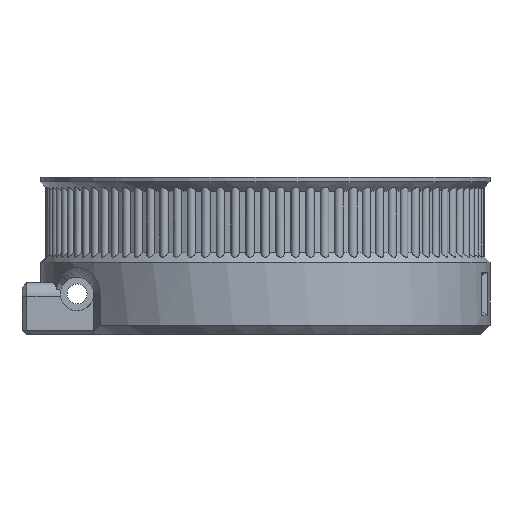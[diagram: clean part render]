
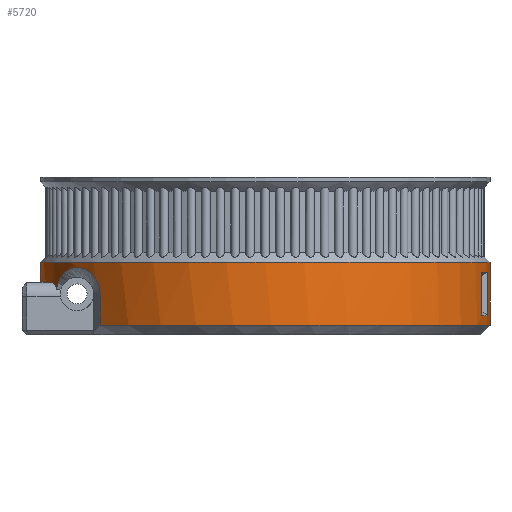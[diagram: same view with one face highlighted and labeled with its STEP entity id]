
A CAD part, front view. The second image highlights one B-rep face of the part: STEP entity #5720.
In plain terms, the highlighted cylindrical face has radius 47 mm (diameter 94 mm), a partial arc.
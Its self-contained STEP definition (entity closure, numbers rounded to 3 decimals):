
#152=FACE_BOUND('',#598,.T.);
#279=FACE_OUTER_BOUND('',#597,.T.);
#597=EDGE_LOOP('',(#4031,#4032,#4033,#4034,#4035,#4036,#4037,#4038,#4039));
#598=EDGE_LOOP('',(#4040,#4041,#4042,#4043));
#1040=B_SPLINE_CURVE_WITH_KNOTS('',3,(#12258,#12259,#12260,#12261,#12262,
#12263,#12264,#12265),.UNSPECIFIED.,.F.,.F.,(4,2,2,4),(-0.467,
-0.346,-0.226,-0.147),.UNSPECIFIED.);
#1041=B_SPLINE_CURVE_WITH_KNOTS('',3,(#12267,#12268,#12269,#12270,#12271,
#12272,#12273,#12274,#12275,#12276,#12277,#12278,#12279,#12280,#12281,#12282,
#12283,#12284,#12285,#12286),.UNSPECIFIED.,.F.,.F.,(4,2,2,2,2,2,2,2,2,4),
(0.18,0.338,0.504,0.687,
0.939,1.283,1.799,2.111,2.277,
2.335),.UNSPECIFIED.);
#1042=B_SPLINE_CURVE_WITH_KNOTS('',3,(#12288,#12289,#12290,#12291),
 .UNSPECIFIED.,.F.,.F.,(4,4),(-1.451,-1.387),
 .UNSPECIFIED.);
#1159=CIRCLE('',#6072,47.);
#1160=CIRCLE('',#6073,47.);
#1161=CIRCLE('',#6074,47.);
#1162=CIRCLE('',#6075,47.);
#1163=CIRCLE('',#6076,47.);
#1492=LINE('',#12254,#1871);
#1493=LINE('',#12293,#1872);
#1494=LINE('',#12296,#1873);
#1495=LINE('',#12301,#1874);
#1496=LINE('',#12304,#1875);
#1871=VECTOR('',#6863,10.);
#1872=VECTOR('',#6866,10.);
#1873=VECTOR('',#6869,10.);
#1874=VECTOR('',#6872,10.);
#1875=VECTOR('',#6875,10.);
#2439=VERTEX_POINT('',#12250);
#2440=VERTEX_POINT('',#12251);
#2441=VERTEX_POINT('',#12253);
#2442=VERTEX_POINT('',#12255);
#2443=VERTEX_POINT('',#12257);
#2444=VERTEX_POINT('',#12266);
#2445=VERTEX_POINT('',#12287);
#2446=VERTEX_POINT('',#12292);
#2447=VERTEX_POINT('',#12294);
#2448=VERTEX_POINT('',#12297);
#2449=VERTEX_POINT('',#12298);
#2450=VERTEX_POINT('',#12300);
#2451=VERTEX_POINT('',#12302);
#3076=EDGE_CURVE('',#2439,#2440,#1159,.T.);
#3077=EDGE_CURVE('',#2441,#2439,#1492,.T.);
#3078=EDGE_CURVE('',#2441,#2442,#1160,.T.);
#3079=EDGE_CURVE('',#2442,#2443,#1040,.T.);
#3080=EDGE_CURVE('',#2444,#2443,#1041,.T.);
#3081=EDGE_CURVE('',#2444,#2445,#1042,.T.);
#3082=EDGE_CURVE('',#2446,#2445,#1493,.T.);
#3083=EDGE_CURVE('',#2447,#2446,#1161,.T.);
#3084=EDGE_CURVE('',#2440,#2447,#1494,.T.);
#3085=EDGE_CURVE('',#2448,#2449,#1162,.T.);
#3086=EDGE_CURVE('',#2450,#2448,#1495,.T.);
#3087=EDGE_CURVE('',#2451,#2450,#1163,.T.);
#3088=EDGE_CURVE('',#2449,#2451,#1496,.T.);
#4031=ORIENTED_EDGE('',*,*,#3076,.F.);
#4032=ORIENTED_EDGE('',*,*,#3077,.F.);
#4033=ORIENTED_EDGE('',*,*,#3078,.T.);
#4034=ORIENTED_EDGE('',*,*,#3079,.T.);
#4035=ORIENTED_EDGE('',*,*,#3080,.F.);
#4036=ORIENTED_EDGE('',*,*,#3081,.T.);
#4037=ORIENTED_EDGE('',*,*,#3082,.F.);
#4038=ORIENTED_EDGE('',*,*,#3083,.F.);
#4039=ORIENTED_EDGE('',*,*,#3084,.F.);
#4040=ORIENTED_EDGE('',*,*,#3085,.F.);
#4041=ORIENTED_EDGE('',*,*,#3086,.F.);
#4042=ORIENTED_EDGE('',*,*,#3087,.F.);
#4043=ORIENTED_EDGE('',*,*,#3088,.F.);
#5521=CYLINDRICAL_SURFACE('',#6071,47.);
#5720=ADVANCED_FACE('',(#279,#152),#5521,.T.);
#6071=AXIS2_PLACEMENT_3D('',#12249,#6859,#6860);
#6072=AXIS2_PLACEMENT_3D('',#12252,#6861,#6862);
#6073=AXIS2_PLACEMENT_3D('',#12256,#6864,#6865);
#6074=AXIS2_PLACEMENT_3D('',#12295,#6867,#6868);
#6075=AXIS2_PLACEMENT_3D('',#12299,#6870,#6871);
#6076=AXIS2_PLACEMENT_3D('',#12303,#6873,#6874);
#6859=DIRECTION('center_axis',(0.,0.,
1.));
#6860=DIRECTION('ref_axis',(1.,-0.004,0.));
#6861=DIRECTION('center_axis',(0.,0.,
1.));
#6862=DIRECTION('ref_axis',(1.,-0.004,0.));
#6863=DIRECTION('',(0.,0.,1.));
#6864=DIRECTION('center_axis',(0.,0.,
1.));
#6865=DIRECTION('ref_axis',(1.,-0.004,0.));
#6866=DIRECTION('',(0.,0.,1.));
#6867=DIRECTION('center_axis',(0.,0.,
-1.));
#6868=DIRECTION('ref_axis',(1.,-0.004,0.));
#6869=DIRECTION('',(0.,0.,-1.));
#6870=DIRECTION('center_axis',(0.,0.,
-1.));
#6871=DIRECTION('ref_axis',(1.,-0.004,0.));
#6872=DIRECTION('',(0.,0.,1.));
#6873=DIRECTION('center_axis',(0.,0.,
1.));
#6874=DIRECTION('ref_axis',(1.,-0.004,0.));
#6875=DIRECTION('',(0.,0.,-1.));
#12249=CARTESIAN_POINT('Origin',(-203.423,370.45,0.));
#12250=CARTESIAN_POINT('',(-250.422,370.25,15.15));
#12251=CARTESIAN_POINT('',(-156.423,370.25,15.15));
#12252=CARTESIAN_POINT('Origin',(-203.423,370.45,15.15));
#12253=CARTESIAN_POINT('',(-250.422,370.25,10.97));
#12254=CARTESIAN_POINT('',(-250.422,370.25,0.));
#12255=CARTESIAN_POINT('',(-247.983,355.503,10.97));
#12256=CARTESIAN_POINT('Origin',(-203.423,370.45,10.97));
#12257=CARTESIAN_POINT('',(-247.016,352.881,9.429));
#12258=CARTESIAN_POINT('Ctrl Pts',(-247.983,355.503,10.97));
#12259=CARTESIAN_POINT('Ctrl Pts',(-247.855,355.122,10.97));
#12260=CARTESIAN_POINT('Ctrl Pts',(-247.713,354.716,10.893));
#12261=CARTESIAN_POINT('Ctrl Pts',(-247.44,353.968,10.579));
#12262=CARTESIAN_POINT('Ctrl Pts',(-247.309,353.626,10.342));
#12263=CARTESIAN_POINT('Ctrl Pts',(-247.134,353.178,9.882));
#12264=CARTESIAN_POINT('Ctrl Pts',(-247.069,353.014,9.667));
#12265=CARTESIAN_POINT('Ctrl Pts',(-247.016,352.881,9.429));
#12266=CARTESIAN_POINT('',(-237.947,338.559,8.575));
#12267=CARTESIAN_POINT('Ctrl Pts',(-237.947,338.559,8.575));
#12268=CARTESIAN_POINT('Ctrl Pts',(-237.947,338.559,9.104));
#12269=CARTESIAN_POINT('Ctrl Pts',(-238.014,338.631,9.627));
#12270=CARTESIAN_POINT('Ctrl Pts',(-238.278,338.92,10.649));
#12271=CARTESIAN_POINT('Ctrl Pts',(-238.476,339.138,11.13));
#12272=CARTESIAN_POINT('Ctrl Pts',(-238.99,339.723,12.035));
#12273=CARTESIAN_POINT('Ctrl Pts',(-239.311,340.096,12.438));
#12274=CARTESIAN_POINT('Ctrl Pts',(-240.127,341.085,13.223));
#12275=CARTESIAN_POINT('Ctrl Pts',(-240.64,341.734,13.542));
#12276=CARTESIAN_POINT('Ctrl Pts',(-241.846,343.358,14.036));
#12277=CARTESIAN_POINT('Ctrl Pts',(-242.549,344.38,14.121));
#12278=CARTESIAN_POINT('Ctrl Pts',(-244.167,346.95,13.951));
#12279=CARTESIAN_POINT('Ctrl Pts',(-245.015,348.515,13.507));
#12280=CARTESIAN_POINT('Ctrl Pts',(-246.022,350.575,12.446));
#12281=CARTESIAN_POINT('Ctrl Pts',(-246.375,351.357,11.912));
#12282=CARTESIAN_POINT('Ctrl Pts',(-246.767,352.274,10.834));
#12283=CARTESIAN_POINT('Ctrl Pts',(-246.877,352.54,10.412));
#12284=CARTESIAN_POINT('Ctrl Pts',(-246.978,352.787,9.773));
#12285=CARTESIAN_POINT('Ctrl Pts',(-246.999,352.84,9.603));
#12286=CARTESIAN_POINT('Ctrl Pts',(-247.016,352.881,9.429));
#12287=CARTESIAN_POINT('',(-237.971,338.584,8.03));
#12288=CARTESIAN_POINT('Ctrl Pts',(-237.947,338.559,8.575));
#12289=CARTESIAN_POINT('Ctrl Pts',(-237.947,338.559,8.394));
#12290=CARTESIAN_POINT('Ctrl Pts',(-237.955,338.568,8.211));
#12291=CARTESIAN_POINT('Ctrl Pts',(-237.971,338.585,8.03));
#12292=CARTESIAN_POINT('',(-237.971,338.584,2.));
#12293=CARTESIAN_POINT('',(-237.971,338.584,0.));
#12294=CARTESIAN_POINT('',(-156.423,370.25,2.));
#12295=CARTESIAN_POINT('Origin',(-203.423,370.45,2.));
#12296=CARTESIAN_POINT('',(-156.423,370.25,0.));
#12297=CARTESIAN_POINT('',(-156.987,363.186,13.15));
#12298=CARTESIAN_POINT('',(-158.176,357.735,13.15));
#12299=CARTESIAN_POINT('Origin',(-203.423,370.45,13.15));
#12300=CARTESIAN_POINT('',(-156.987,363.186,4.));
#12301=CARTESIAN_POINT('',(-156.987,363.186,0.));
#12302=CARTESIAN_POINT('',(-158.176,357.735,4.));
#12303=CARTESIAN_POINT('Origin',(-203.423,370.45,4.));
#12304=CARTESIAN_POINT('',(-158.176,357.735,0.));
